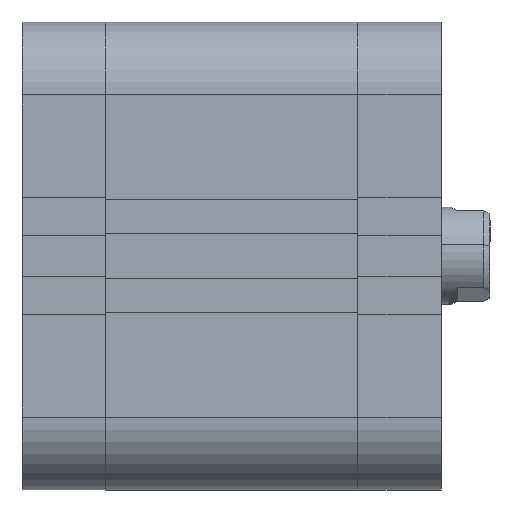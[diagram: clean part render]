
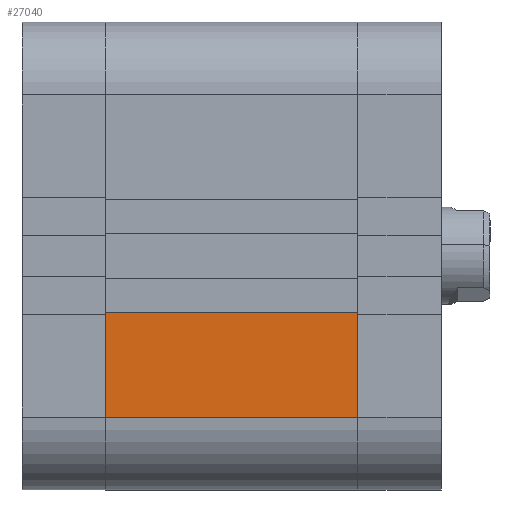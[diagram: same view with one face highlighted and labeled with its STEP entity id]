
A CAD part, front view. The second image highlights one B-rep face of the part: STEP entity #27040.
In plain terms, the highlighted planar face has unit normal (0, -1, 0).
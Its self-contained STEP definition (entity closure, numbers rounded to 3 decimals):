
#1065 = ORIENTED_EDGE ( 'NONE', *, *, #34477, .T. ) ;
#2135 = VECTOR ( 'NONE', #4726, 1000. ) ;
#4726 = DIRECTION ( 'NONE',  ( 0., 0., -1. ) ) ;
#4730 = VECTOR ( 'NONE', #30448, 1000. ) ;
#5148 = DIRECTION ( 'NONE',  ( 0., 1., 0. ) ) ;
#5989 = ORIENTED_EDGE ( 'NONE', *, *, #34459, .T. ) ;
#10677 = VERTEX_POINT ( 'NONE', #29747 ) ;
#10762 = EDGE_CURVE ( 'NONE', #11189, #26895, #28788, .T. ) ;
#11026 = EDGE_CURVE ( 'NONE', #11189, #10677, #23110, .T. ) ;
#11189 = VERTEX_POINT ( 'NONE', #22202 ) ;
#12010 = LINE ( 'NONE', #31853, #16762 ) ;
#12553 = DIRECTION ( 'NONE',  ( 0., 0., -1. ) ) ;
#13629 = CARTESIAN_POINT ( 'NONE',  ( 0., -38.5, -26.5 ) ) ;
#13645 = AXIS2_PLACEMENT_3D ( 'NONE', #20163, #5148, #26629 ) ;
#16762 = VECTOR ( 'NONE', #17117, 1000. ) ;
#17117 = DIRECTION ( 'NONE',  ( 1., 0., 0. ) ) ;
#17287 = CARTESIAN_POINT ( 'NONE',  ( 0., -38.5, -38.5 ) ) ;
#19367 = VECTOR ( 'NONE', #12553, 1000. ) ;
#19712 = CARTESIAN_POINT ( 'NONE',  ( 41.501, -38.5, -9.3 ) ) ;
#20163 = CARTESIAN_POINT ( 'NONE',  ( 41.5, -38.5, -38.5 ) ) ;
#22202 = CARTESIAN_POINT ( 'NONE',  ( 41.5, -38.5, -9.3 ) ) ;
#23110 = LINE ( 'NONE', #25427, #19367 ) ;
#23548 = VERTEX_POINT ( 'NONE', #13629 ) ;
#25427 = CARTESIAN_POINT ( 'NONE',  ( 41.5, -38.5, -38.5 ) ) ;
#25804 = ORIENTED_EDGE ( 'NONE', *, *, #10762, .T. ) ;
#26035 = LINE ( 'NONE', #17287, #2135 ) ;
#26629 = DIRECTION ( 'NONE',  ( 0., 0., 1. ) ) ;
#26895 = VERTEX_POINT ( 'NONE', #30039 ) ;
#27040 = ADVANCED_FACE ( 'NONE', ( #28242 ), #28412, .F. ) ;
#27423 = EDGE_LOOP ( 'NONE', ( #25804, #5989, #1065, #27566 ) ) ;
#27566 = ORIENTED_EDGE ( 'NONE', *, *, #11026, .F. ) ;
#28242 = FACE_OUTER_BOUND ( 'NONE', #27423, .T. ) ;
#28412 = PLANE ( 'NONE',  #13645 ) ;
#28788 = LINE ( 'NONE', #19712, #4730 ) ;
#29747 = CARTESIAN_POINT ( 'NONE',  ( 41.5, -38.5, -26.5 ) ) ;
#30039 = CARTESIAN_POINT ( 'NONE',  ( 0., -38.5, -9.3 ) ) ;
#30448 = DIRECTION ( 'NONE',  ( -1., 0., 0. ) ) ;
#31853 = CARTESIAN_POINT ( 'NONE',  ( 41.5, -38.5, -26.5 ) ) ;
#34459 = EDGE_CURVE ( 'NONE', #26895, #23548, #26035, .T. ) ;
#34477 = EDGE_CURVE ( 'NONE', #23548, #10677, #12010, .T. ) ;
